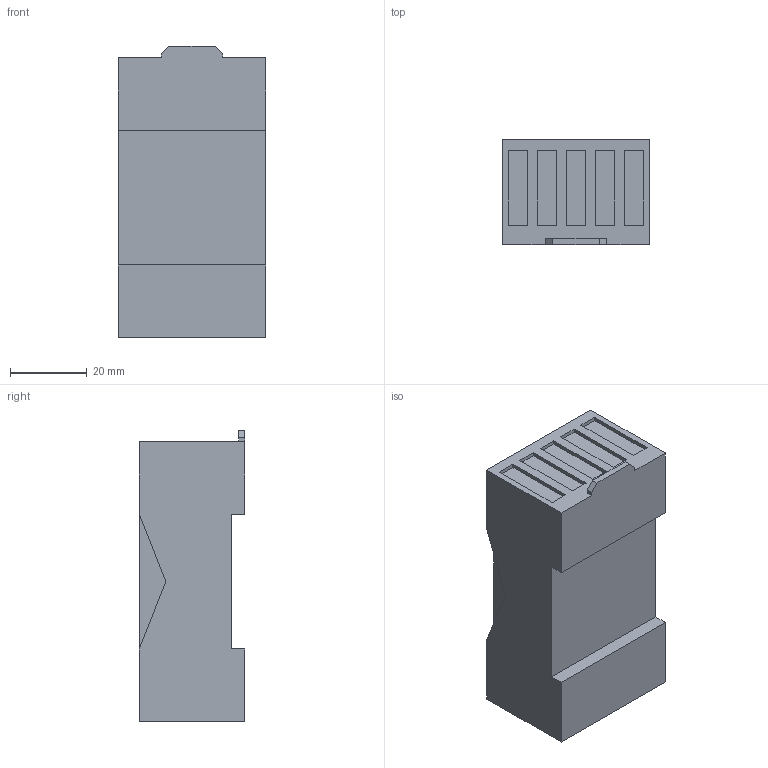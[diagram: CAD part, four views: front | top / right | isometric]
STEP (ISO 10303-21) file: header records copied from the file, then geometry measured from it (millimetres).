
FILE_DESCRIPTION((''),'2;1');
FILE_NAME('GZP8.stp','2015-07-27T12:08:54',('CAD Station'),(''),'Autodesk Inventor 2013','Autodesk Inventor 2013','');
FILE_SCHEMA(('CONFIG_CONTROL_DESIGN'));
Length unit declared in the file: millimetre
Products named in the file (1): GZP8
Bounding box: 38.3 x 27.4 x 76 mm (x, y, z)
Volume: 69519.3 mm3; surface area: 13141.2 mm2
Topology: 1 solids, 1 shells, 103 faces, 222 edges, 148 vertices
Faces by surface type: plane 85, cylinder 18
Full cylindrical faces by diameter (mm): 2 x8, 5.3 x9, 8 x1
Entity records: 2728 total; most frequent: CARTESIAN_POINT 456, DIRECTION 448, ORIENTED_EDGE 408, EDGE_CURVE 204, VECTOR 168, LINE 168, VERTEX_POINT 148, EDGE_LOOP 148
